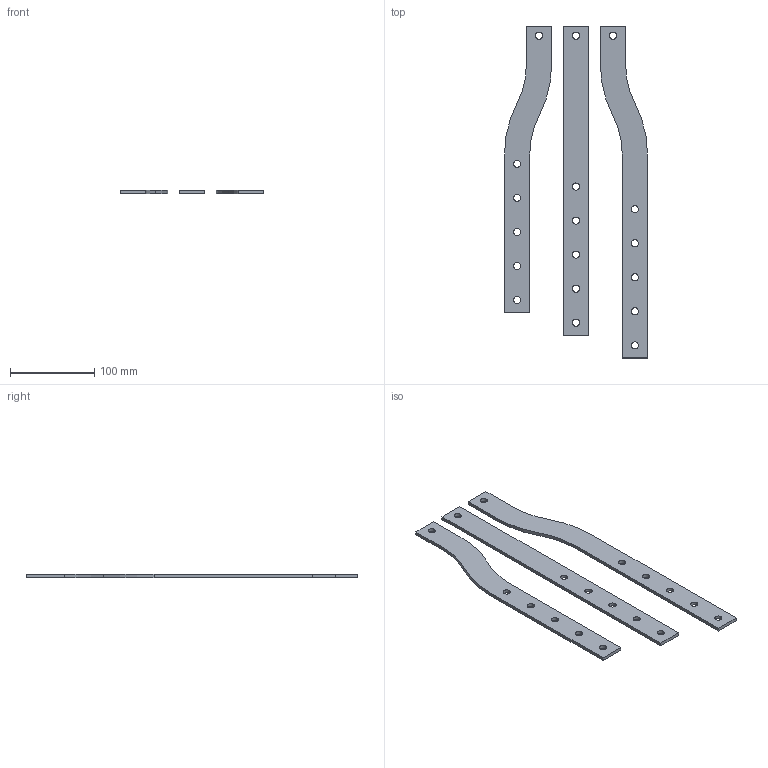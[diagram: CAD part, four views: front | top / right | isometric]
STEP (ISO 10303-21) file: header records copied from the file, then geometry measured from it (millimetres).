
FILE_DESCRIPTION (( 'STEP AP214' ), '1' );
FILE_NAME ('YKM10-SS-04 Êîìïëåêò ñèëîâûõ øèí (ìåäü, ãàá.4) ê ÏÐ.STEP', '2016-08-31T07:05:05', ( '' ), ( '' ), 'SwSTEP 2.0', 'SolidWorks 2014', '' );
FILE_SCHEMA (( 'AUTOMOTIVE_DESIGN' ));
Length unit declared in the file: millimetre
Products named in the file (1): YKM10-SS-04 Êîìïëåêò ñèëîâûõ øèí (ìåäü, ãàá.4) ê ÏÐ
Bounding box: 170 x 395 x 4 mm (x, y, z)
Volume: 129400 mm3; surface area: 76241.7 mm2
Topology: 3 solids, 3 shells, 66 faces, 180 edges, 120 vertices
Faces by surface type: cylinder 44, plane 22
Entity records: 2256 total; most frequent: DIRECTION 402, CARTESIAN_POINT 367, ORIENTED_EDGE 360, EDGE_CURVE 180, AXIS2_PLACEMENT_3D 155, VERTEX_POINT 120, EDGE_LOOP 102, LINE 92
